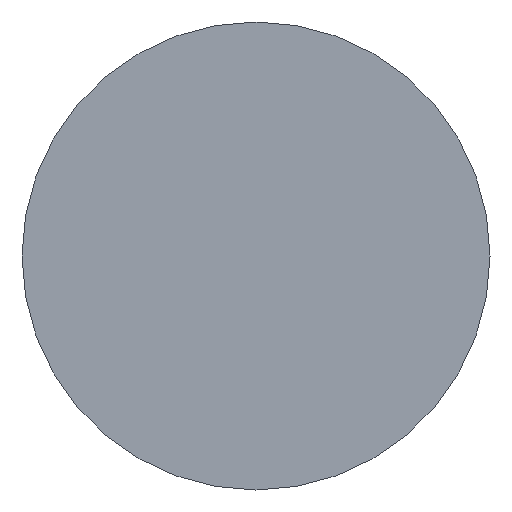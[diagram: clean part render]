
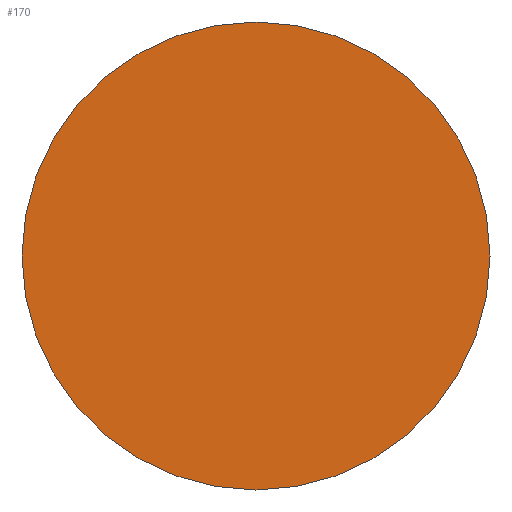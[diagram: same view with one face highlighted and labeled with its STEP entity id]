
A CAD part, front view. The second image highlights one B-rep face of the part: STEP entity #170.
In plain terms, the highlighted planar face has unit normal (0, -1, 0).
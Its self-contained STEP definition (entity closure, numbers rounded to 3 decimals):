
#20=PLANE('',#217);
#29=FACE_OUTER_BOUND('',#39,.T.);
#39=EDGE_LOOP('',(#144,#145));
#64=CIRCLE('',#214,20.);
#65=CIRCLE('',#215,20.);
#82=VERTEX_POINT('',#346);
#83=VERTEX_POINT('',#347);
#103=EDGE_CURVE('',#82,#83,#64,.T.);
#104=EDGE_CURVE('',#83,#82,#65,.T.);
#144=ORIENTED_EDGE('',*,*,#103,.T.);
#145=ORIENTED_EDGE('',*,*,#104,.T.);
#170=ADVANCED_FACE('',(#29),#20,.T.);
#214=AXIS2_PLACEMENT_3D('',#348,#268,#269);
#215=AXIS2_PLACEMENT_3D('',#349,#270,#271);
#217=AXIS2_PLACEMENT_3D('',#351,#274,#275);
#268=DIRECTION('center_axis',(0.,-1.,0.));
#269=DIRECTION('ref_axis',(-1.,0.,0.));
#270=DIRECTION('center_axis',(0.,-1.,0.));
#271=DIRECTION('ref_axis',(-1.,0.,0.));
#274=DIRECTION('center_axis',(0.,-1.,0.));
#275=DIRECTION('ref_axis',(0.,0.,-1.));
#346=CARTESIAN_POINT('',(-20.,0.,0.));
#347=CARTESIAN_POINT('',(0.,0.,20.));
#348=CARTESIAN_POINT('Origin',(0.,0.,
0.));
#349=CARTESIAN_POINT('Origin',(0.,0.,
0.));
#351=CARTESIAN_POINT('Origin',(-10.,0.,0.));
